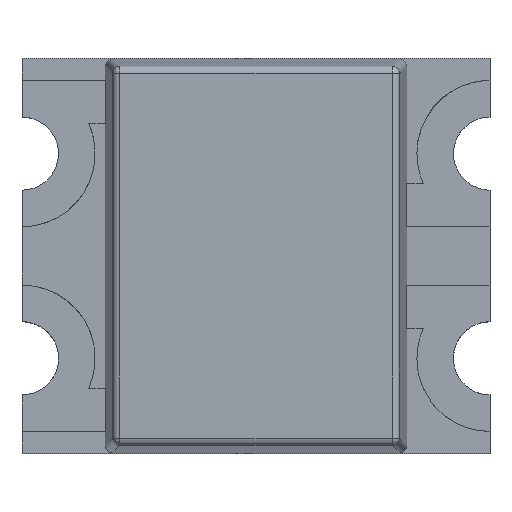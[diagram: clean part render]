
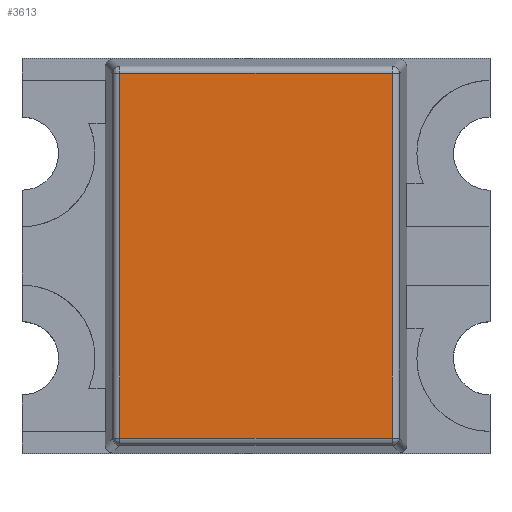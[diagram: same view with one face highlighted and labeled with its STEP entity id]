
A CAD part, top view. The second image highlights one B-rep face of the part: STEP entity #3613.
In plain terms, the highlighted planar face has unit normal (0, 0, 1).
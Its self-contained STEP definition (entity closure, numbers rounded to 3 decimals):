
#116 = VERTEX_POINT ( 'NONE', #3901 ) ;
#186 = LINE ( 'NONE', #3160, #579 ) ;
#278 = ORIENTED_EDGE ( 'NONE', *, *, #3216, .T. ) ;
#305 = AXIS2_PLACEMENT_3D ( 'NONE', #2612, #2936, #3607 ) ;
#311 = LINE ( 'NONE', #979, #2065 ) ;
#402 = LINE ( 'NONE', #3429, #641 ) ;
#579 = VECTOR ( 'NONE', #1897, 1000. ) ;
#641 = VECTOR ( 'NONE', #1092, 1000. ) ;
#977 = DIRECTION ( 'NONE',  ( 0., 1., 0. ) ) ;
#979 = CARTESIAN_POINT ( 'NONE',  ( 0., 1.247, 1.1 ) ) ;
#1092 = DIRECTION ( 'NONE',  ( -1., 0., 0. ) ) ;
#1118 = VECTOR ( 'NONE', #977, 1000. ) ;
#1272 = LINE ( 'NONE', #2992, #1118 ) ;
#1459 = CARTESIAN_POINT ( 'NONE',  ( 0.932, 1.247, 1.1 ) ) ;
#1650 = VERTEX_POINT ( 'NONE', #4120 ) ;
#1897 = DIRECTION ( 'NONE',  ( 0., -1., 0. ) ) ;
#1957 = ORIENTED_EDGE ( 'NONE', *, *, #3508, .T. ) ;
#2034 = VERTEX_POINT ( 'NONE', #1459 ) ;
#2065 = VECTOR ( 'NONE', #2335, 1000. ) ;
#2335 = DIRECTION ( 'NONE',  ( 1., 0., 0. ) ) ;
#2612 = CARTESIAN_POINT ( 'NONE',  ( 0., 0., 1.1 ) ) ;
#2665 = PLANE ( 'NONE',  #305 ) ;
#2784 = ORIENTED_EDGE ( 'NONE', *, *, #4025, .F. ) ;
#2882 = EDGE_CURVE ( 'NONE', #4097, #116, #402, .T. ) ;
#2897 = ORIENTED_EDGE ( 'NONE', *, *, #2882, .F. ) ;
#2936 = DIRECTION ( 'NONE',  ( 0., 0., 1. ) ) ;
#2992 = CARTESIAN_POINT ( 'NONE',  ( 0.932, 0., 1.1 ) ) ;
#3160 = CARTESIAN_POINT ( 'NONE',  ( -0.932, 0., 1.1 ) ) ;
#3216 = EDGE_CURVE ( 'NONE', #4097, #2034, #1272, .T. ) ;
#3276 = FACE_OUTER_BOUND ( 'NONE', #3914, .T. ) ;
#3429 = CARTESIAN_POINT ( 'NONE',  ( 0., -1.247, 1.1 ) ) ;
#3508 = EDGE_CURVE ( 'NONE', #1650, #116, #186, .T. ) ;
#3607 = DIRECTION ( 'NONE',  ( 1., 0., 0. ) ) ;
#3613 = ADVANCED_FACE ( 'NONE', ( #3276 ), #2665, .T. ) ;
#3829 = CARTESIAN_POINT ( 'NONE',  ( 0.932, -1.247, 1.1 ) ) ;
#3901 = CARTESIAN_POINT ( 'NONE',  ( -0.932, -1.247, 1.1 ) ) ;
#3914 = EDGE_LOOP ( 'NONE', ( #2897, #278, #2784, #1957 ) ) ;
#4025 = EDGE_CURVE ( 'NONE', #1650, #2034, #311, .T. ) ;
#4097 = VERTEX_POINT ( 'NONE', #3829 ) ;
#4120 = CARTESIAN_POINT ( 'NONE',  ( -0.932, 1.247, 1.1 ) ) ;
